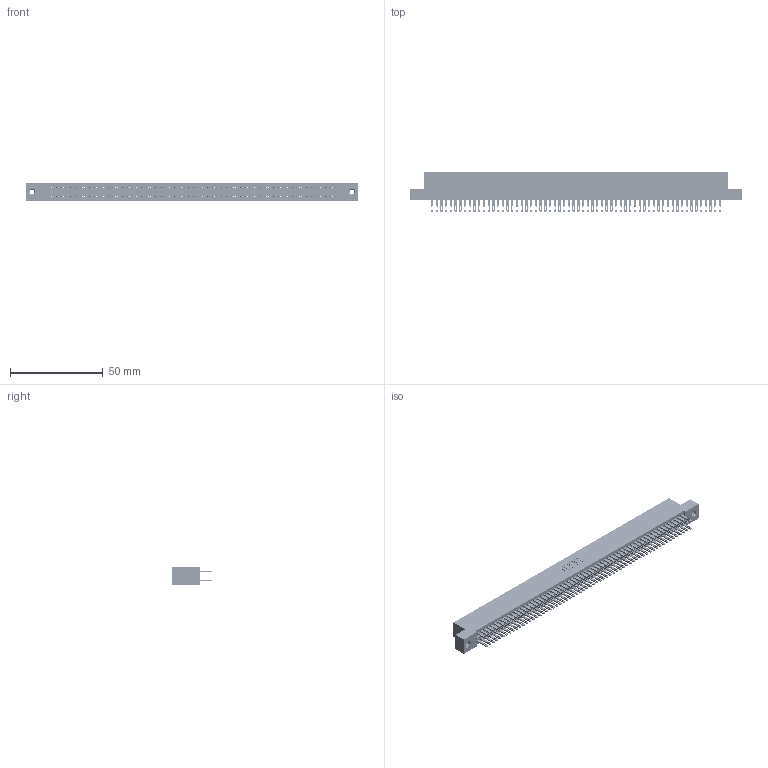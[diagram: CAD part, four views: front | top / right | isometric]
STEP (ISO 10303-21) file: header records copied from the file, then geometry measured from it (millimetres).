
FILE_DESCRIPTION (( 'STEP AP203' ), '1' );
FILE_NAME ('895-124-500-207.STEP', '2020-10-13T15:42:14', ( '' ), ( '' ), 'SwSTEP 2.0', 'SolidWorks 2020', '' );
FILE_SCHEMA (( 'CONFIG_CONTROL_DESIGN' ));
Length unit declared in the file: inch
Products named in the file (4): 345-250-001_345-250-005-103; 845 Part_Flush Mounting Lugs - 0.156 Dia-TI; 345-292-001_345-293-100; 895-124-500-207
Assembly tree (127 placements, depth 2):
  895-124-500-207
    845 Part_Flush Mounting Lugs - 0.156 Dia-TI
    345-292-001_345-293-100  x124
    345-250-001_345-250-005-103  x2
Bounding box: 178.69 x 21.51 x 9.4 mm (x, y, z)
Volume: 17909.1 mm3; surface area: 28152.6 mm2
Topology: 127 solids, 127 shells, 5890 faces, 17961 edges, 11966 vertices
Faces by surface type: plane 3460, cylinder 2414, cone 12, torus 4
Entity records: 47070 total; most frequent: CARTESIAN_POINT 7851, ORIENTED_EDGE 7778, DIRECTION 6927, EDGE_CURVE 3889, VECTOR 3485, LINE 3485, VERTEX_POINT 2588, AXIS2_PLACEMENT_3D 1721
